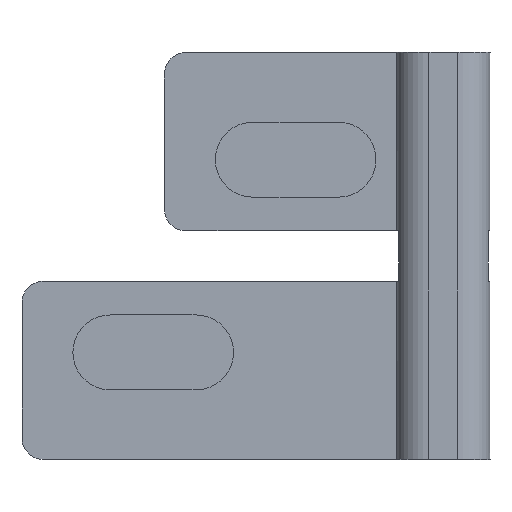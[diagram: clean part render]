
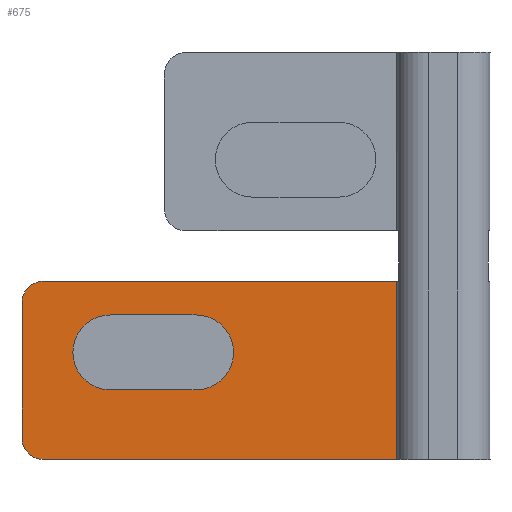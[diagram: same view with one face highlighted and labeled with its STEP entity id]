
A CAD part, top view. The second image highlights one B-rep face of the part: STEP entity #675.
In plain terms, the highlighted planar face has unit normal (0, 0, 1).
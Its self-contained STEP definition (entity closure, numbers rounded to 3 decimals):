
#47=FACE_OUTER_BOUND('',#81,.T.);
#81=EDGE_LOOP('',(#560,#561,#562,#563,#564,#565));
#108=CIRCLE('',#731,2.);
#109=CIRCLE('',#732,2.);
#126=LINE('',#977,#202);
#171=LINE('',#1083,#247);
#177=LINE('',#1093,#253);
#186=LINE('',#1111,#262);
#202=VECTOR('',#779,1000.);
#247=VECTOR('',#858,1000.);
#253=VECTOR('',#866,1000.);
#262=VECTOR('',#891,1.);
#282=VERTEX_POINT('',#974);
#283=VERTEX_POINT('',#976);
#326=VERTEX_POINT('',#1080);
#327=VERTEX_POINT('',#1082);
#329=VERTEX_POINT('',#1090);
#330=VERTEX_POINT('',#1092);
#354=EDGE_CURVE('',#283,#282,#126,.T.);
#407=EDGE_CURVE('',#327,#326,#171,.T.);
#413=EDGE_CURVE('',#330,#329,#177,.T.);
#422=EDGE_CURVE('',#282,#330,#108,.T.);
#423=EDGE_CURVE('',#327,#329,#186,.T.);
#424=EDGE_CURVE('',#326,#283,#109,.T.);
#560=ORIENTED_EDGE('',*,*,#354,.T.);
#561=ORIENTED_EDGE('',*,*,#422,.T.);
#562=ORIENTED_EDGE('',*,*,#413,.T.);
#563=ORIENTED_EDGE('',*,*,#423,.F.);
#564=ORIENTED_EDGE('',*,*,#407,.T.);
#565=ORIENTED_EDGE('',*,*,#424,.T.);
#645=PLANE('',#730);
#675=ADVANCED_FACE('',(#47),#645,.F.);
#730=AXIS2_PLACEMENT_3D('',#1109,#887,#888);
#731=AXIS2_PLACEMENT_3D('',#1110,#889,#890);
#732=AXIS2_PLACEMENT_3D('',#1112,#892,#893);
#779=DIRECTION('',(0.,-1.,0.));
#858=DIRECTION('',(-1.,0.,0.));
#866=DIRECTION('',(1.,0.,0.));
#887=DIRECTION('center_axis',(0.,0.,-1.));
#888=DIRECTION('ref_axis',(0.,1.,0.));
#889=DIRECTION('center_axis',(0.,0.,1.));
#890=DIRECTION('ref_axis',(0.,1.,0.));
#891=DIRECTION('',(0.,-1.,0.));
#892=DIRECTION('center_axis',(0.,0.,1.));
#893=DIRECTION('ref_axis',(0.,1.,0.));
#974=CARTESIAN_POINT('',(-14.918,-36.127,2.));
#976=CARTESIAN_POINT('',(-14.918,-23.477,2.));
#977=CARTESIAN_POINT('',(-14.918,-0.127,2.));
#1080=CARTESIAN_POINT('',(-12.918,-21.477,2.));
#1082=CARTESIAN_POINT('',(20.082,-21.477,2.));
#1083=CARTESIAN_POINT('',(-14.918,-21.477,2.));
#1090=CARTESIAN_POINT('',(20.082,-38.127,2.));
#1092=CARTESIAN_POINT('',(-12.918,-38.127,2.));
#1093=CARTESIAN_POINT('',(-14.918,-38.127,2.));
#1109=CARTESIAN_POINT('Origin',(-14.918,-0.127,2.));
#1110=CARTESIAN_POINT('Origin',(-12.918,-36.127,2.));
#1111=CARTESIAN_POINT('',(20.082,-0.127,2.));
#1112=CARTESIAN_POINT('Origin',(-12.918,-23.477,2.));
